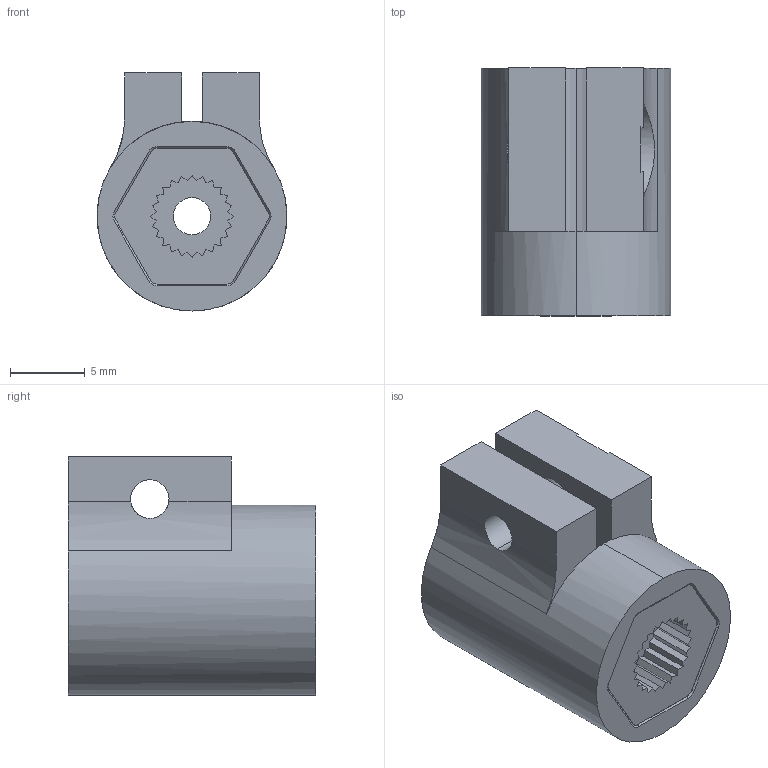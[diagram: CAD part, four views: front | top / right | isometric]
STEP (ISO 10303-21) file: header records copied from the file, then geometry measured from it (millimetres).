
FILE_DESCRIPTION (( 'STEP AP203' ), '1' );
FILE_NAME ('HSA5MM assembly.STEP', '2014-07-24T13:36:07', ( 'Kyle' ), ( 'Microsoft' ), 'SwSTEP 2.0', 'SolidWorks 2014', '' );
FILE_SCHEMA (( 'CONFIG_CONTROL_DESIGN' ));
Length unit declared in the file: inch
Products named in the file (3): HSA insert; HSA5MM; HSA5MM assembly
Assembly tree (2 placements, depth 2):
  HSA5MM assembly
    HSA insert
    HSA5MM
Bounding box: 12.7 x 16.57 x 15.94 mm (x, y, z)
Volume: 2000.7 mm3; surface area: 1799.6 mm2
Topology: 2 solids, 2 shells, 115 faces, 318 edges, 206 vertices
Faces by surface type: plane 82, cylinder 25, cone 8
Entity records: 3999 total; most frequent: CARTESIAN_POINT 691, ORIENTED_EDGE 636, DIRECTION 618, EDGE_CURVE 318, LINE 252, VECTOR 252, VERTEX_POINT 206, AXIS2_PLACEMENT_3D 183
